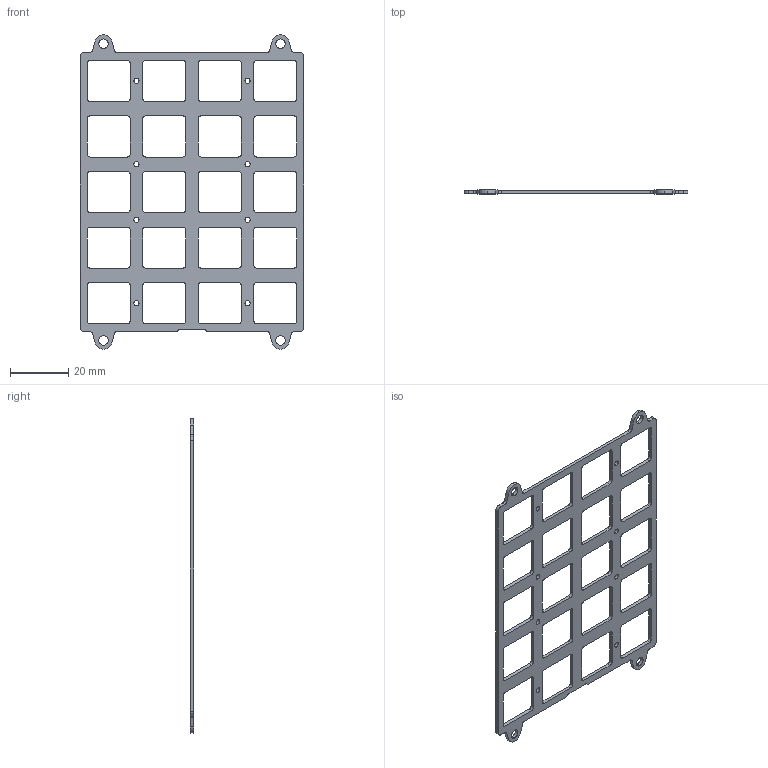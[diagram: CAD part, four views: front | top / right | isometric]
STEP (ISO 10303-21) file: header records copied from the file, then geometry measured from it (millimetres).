
FILE_DESCRIPTION (( 'STEP AP214' ), '1' );
FILE_NAME ('OSAv2.1_Numpad_R1-Topre_1U.STEP', '2022-10-09T00:15:17', ( '' ), ( '' ), 'SwSTEP 2.0', 'SolidWorks 2019', '' );
FILE_SCHEMA (( 'AUTOMOTIVE_DESIGN' ));
Length unit declared in the file: millimetre
Products named in the file (1): OSAv2.1_Numpad_R1-Topre_1U
Bounding box: 76.71 x 1.2 x 107.75 mm (x, y, z)
Volume: 3942.1 mm3; surface area: 8462.2 mm2
Topology: 1 solids, 1 shells, 226 faces, 672 edges, 448 vertices
Faces by surface type: cylinder 126, plane 100
Entity records: 7830 total; most frequent: DIRECTION 1378, CARTESIAN_POINT 1347, ORIENTED_EDGE 1344, EDGE_CURVE 672, AXIS2_PLACEMENT_3D 479, VERTEX_POINT 448, LINE 420, VECTOR 420
